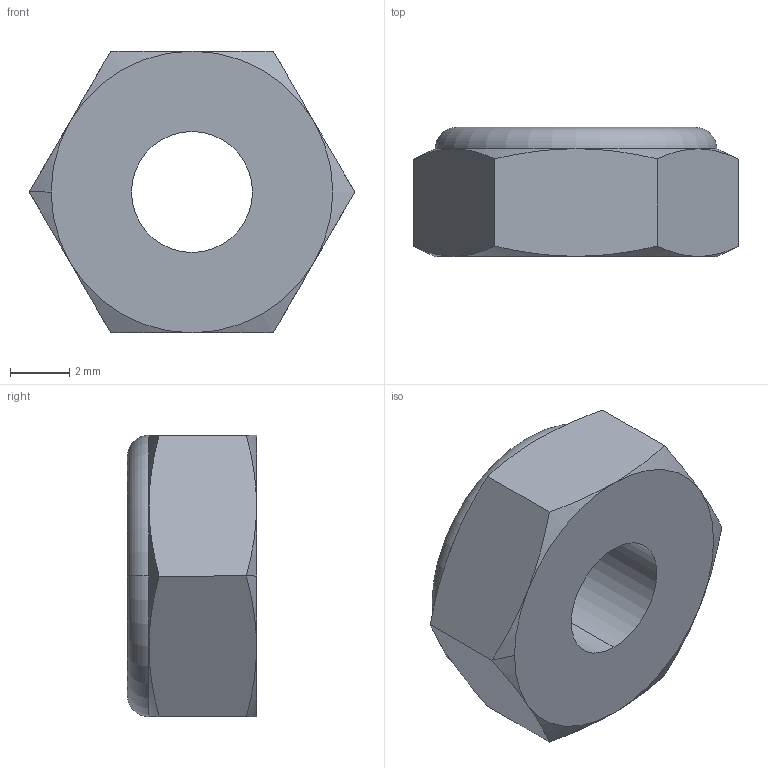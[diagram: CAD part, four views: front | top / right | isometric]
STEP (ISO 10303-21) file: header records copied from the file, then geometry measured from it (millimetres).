
FILE_DESCRIPTION (( 'STEP AP203' ), '1' );
FILE_NAME ('REV-29-1016.STEP', '2022-01-16T22:25:32', ( '' ), ( '' ), 'SwSTEP 2.0', 'SolidWorks 2022', '' );
FILE_SCHEMA (( 'CONFIG_CONTROL_DESIGN' ));
Length unit declared in the file: inch
Products named in the file (1): REV-29-1016
Bounding box: 11 x 4.37 x 9.53 mm (x, y, z)
Volume: 271.9 mm3; surface area: 362.3 mm2
Topology: 2 solids, 2 shells, 35 faces, 75 edges, 45 vertices
Faces by surface type: cone 14, plane 11, cylinder 8, torus 2
Entity records: 1173 total; most frequent: CARTESIAN_POINT 348, DIRECTION 158, ORIENTED_EDGE 150, EDGE_CURVE 75, AXIS2_PLACEMENT_3D 71, VERTEX_POINT 45, EDGE_LOOP 40, CIRCLE 35
